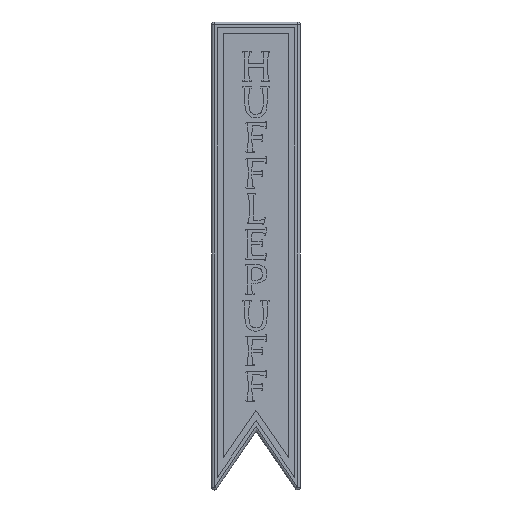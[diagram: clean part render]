
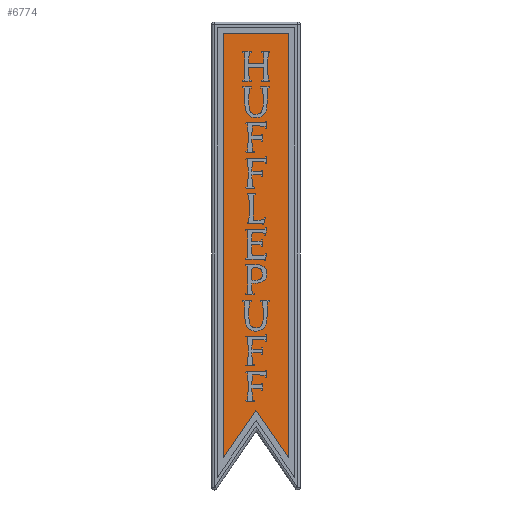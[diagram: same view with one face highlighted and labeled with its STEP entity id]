
A CAD part, front view. The second image highlights one B-rep face of the part: STEP entity #6774.
In plain terms, the highlighted planar face has unit normal (0, -1, 0).
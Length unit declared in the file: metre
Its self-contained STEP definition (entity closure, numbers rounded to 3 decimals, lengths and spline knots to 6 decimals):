
#393=PLANE('',#7288);
#1266=LINE('',#11062,#2150);
#1270=LINE('',#11070,#2154);
#1273=LINE('',#11076,#2157);
#1276=LINE('',#11082,#2160);
#1278=LINE('',#11085,#2162);
#2150=VECTOR('',#8889,1.);
#2154=VECTOR('',#8895,1.);
#2157=VECTOR('',#8900,1.);
#2160=VECTOR('',#8905,1.);
#2162=VECTOR('',#8909,1.);
#4057=ORIENTED_EDGE('',*,*,#5006,.F.);
#4058=ORIENTED_EDGE('',*,*,#5010,.T.);
#4059=ORIENTED_EDGE('',*,*,#5013,.F.);
#4060=ORIENTED_EDGE('',*,*,#5016,.T.);
#4061=ORIENTED_EDGE('',*,*,#5018,.F.);
#5006=EDGE_CURVE('',#5637,#5638,#1266,.T.);
#5010=EDGE_CURVE('',#5637,#5640,#1270,.T.);
#5013=EDGE_CURVE('',#5642,#5640,#1273,.T.);
#5016=EDGE_CURVE('',#5642,#5644,#1276,.T.);
#5018=EDGE_CURVE('',#5638,#5644,#1278,.T.);
#5637=VERTEX_POINT('',#11061);
#5638=VERTEX_POINT('',#11063);
#5640=VERTEX_POINT('',#11069);
#5642=VERTEX_POINT('',#11075);
#5644=VERTEX_POINT('',#11081);
#6043=EDGE_LOOP('',(#4057,#4058,#4059,#4060,#4061));
#6401=FACE_BOUND('',#6043,.T.);
#6774=ADVANCED_FACE('',(#6401),#393,.T.);
#7288=AXIS2_PLACEMENT_3D('',#11086,#8910,#8911);
#8889=DIRECTION('',(0.,0.,1.));
#8895=DIRECTION('',(0.563,0.,0.826));
#8900=DIRECTION('',(-0.563,0.,0.826));
#8905=DIRECTION('',(0.,0.,1.));
#8909=DIRECTION('',(1.,0.,0.));
#8910=DIRECTION('',(0.,-1.,0.));
#8911=DIRECTION('',(1.,0.,0.));
#11061=CARTESIAN_POINT('',(-0.01397,-0.00381,-0.085132));
#11062=CARTESIAN_POINT('',(-0.01397,-0.00381,0.005694));
#11063=CARTESIAN_POINT('',(-0.01397,-0.00381,0.09652));
#11069=CARTESIAN_POINT('',(0.,-0.00381,-0.064642));
#11070=CARTESIAN_POINT('',(-0.006985,-0.00381,-0.074887));
#11075=CARTESIAN_POINT('',(0.01397,-0.00381,-0.085132));
#11076=CARTESIAN_POINT('',(0.006985,-0.00381,-0.074887));
#11081=CARTESIAN_POINT('',(0.01397,-0.00381,0.09652));
#11082=CARTESIAN_POINT('',(0.01397,-0.00381,0.005694));
#11085=CARTESIAN_POINT('',(0.,-0.00381,0.09652));
#11086=CARTESIAN_POINT('',(0.,-0.00381,0.));
